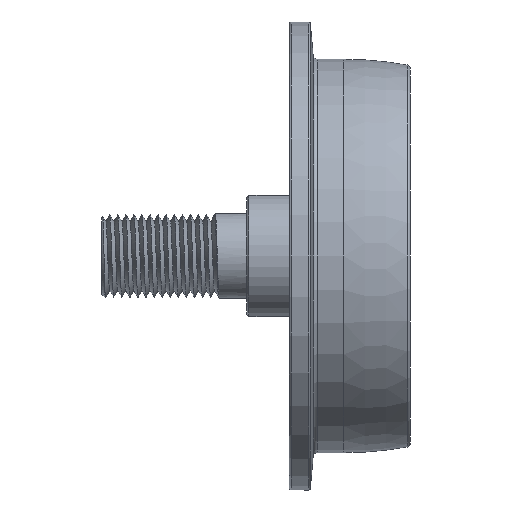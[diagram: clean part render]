
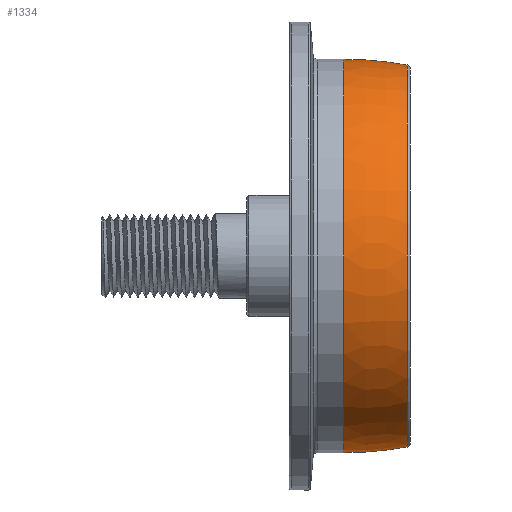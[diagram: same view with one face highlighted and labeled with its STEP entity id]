
A CAD part, front view. The second image highlights one B-rep face of the part: STEP entity #1334.
In plain terms, the highlighted toroidal (fillet/blend) face has major radius 77.5 mm and minor radius 175 mm.
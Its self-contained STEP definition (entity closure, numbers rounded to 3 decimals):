
#98 = ORIENTED_EDGE ( 'NONE', *, *, #16060, .T. ) ;
#563 = EDGE_CURVE ( 'NONE', #31121, #16838, #29573, .T. ) ;
#1334 = ADVANCED_FACE ( 'NONE', ( #8614 ), #26932, .T. ) ;
#2445 = EDGE_CURVE ( 'NONE', #16838, #29803, #26741, .T. ) ;
#2770 = AXIS2_PLACEMENT_3D ( 'NONE', #19856, #19698, #24949 ) ;
#2816 = EDGE_LOOP ( 'NONE', ( #6102, #98, #4374, #8852 ) ) ;
#2884 = DIRECTION ( 'NONE',  ( -1., 0., 0. ) ) ;
#3158 = VERTEX_POINT ( 'NONE', #19569 ) ;
#3198 = CARTESIAN_POINT ( 'NONE',  ( 27.1, 0., 0. ) ) ;
#3381 = CARTESIAN_POINT ( 'NONE',  ( 27.1, 0., 97.5 ) ) ;
#3617 = AXIS2_PLACEMENT_3D ( 'NONE', #3198, #3857, #18656 ) ;
#3857 = DIRECTION ( 'NONE',  ( -1., 0., 0. ) ) ;
#4374 = ORIENTED_EDGE ( 'NONE', *, *, #8064, .T. ) ;
#5081 = CARTESIAN_POINT ( 'NONE',  ( 27.1, 0., -77.5 ) ) ;
#6102 = ORIENTED_EDGE ( 'NONE', *, *, #563, .F. ) ;
#6287 = CARTESIAN_POINT ( 'NONE',  ( 58.357, 0., -94.686 ) ) ;
#7141 = DIRECTION ( 'NONE',  ( 0., 0., 1. ) ) ;
#7397 = AXIS2_PLACEMENT_3D ( 'NONE', #5081, #32251, #12657 ) ;
#8064 = EDGE_CURVE ( 'NONE', #3158, #29803, #13183, .T. ) ;
#8614 = FACE_OUTER_BOUND ( 'NONE', #2816, .T. ) ;
#8852 = ORIENTED_EDGE ( 'NONE', *, *, #2445, .F. ) ;
#12657 = DIRECTION ( 'NONE',  ( 0., 0., -1. ) ) ;
#13183 = CIRCLE ( 'NONE', #7397, 175. ) ;
#13658 = AXIS2_PLACEMENT_3D ( 'NONE', #15212, #2884, #25248 ) ;
#15212 = CARTESIAN_POINT ( 'NONE',  ( 58.357, 0., 0. ) ) ;
#16060 = EDGE_CURVE ( 'NONE', #31121, #3158, #30991, .T. ) ;
#16838 = VERTEX_POINT ( 'NONE', #25732 ) ;
#18656 = DIRECTION ( 'NONE',  ( 0., 0., 1. ) ) ;
#19569 = CARTESIAN_POINT ( 'NONE',  ( 58.357, 0., 94.686 ) ) ;
#19655 = DIRECTION ( 'NONE',  ( -1., 0., 0. ) ) ;
#19698 = DIRECTION ( 'NONE',  ( 0., 1., 0. ) ) ;
#19856 = CARTESIAN_POINT ( 'NONE',  ( 27.1, 0., 77.5 ) ) ;
#20133 = CARTESIAN_POINT ( 'NONE',  ( 27.1, 0., 0. ) ) ;
#24949 = DIRECTION ( 'NONE',  ( 0., 0., 1. ) ) ;
#25248 = DIRECTION ( 'NONE',  ( 0., 0., 1. ) ) ;
#25732 = CARTESIAN_POINT ( 'NONE',  ( 27.1, 0., -97.5 ) ) ;
#26741 = CIRCLE ( 'NONE', #30434, 97.5 ) ;
#26932 = TOROIDAL_SURFACE ( 'NONE', #3617, -77.5, 175. ) ;
#29573 = CIRCLE ( 'NONE', #2770, 175. ) ;
#29803 = VERTEX_POINT ( 'NONE', #3381 ) ;
#30434 = AXIS2_PLACEMENT_3D ( 'NONE', #20133, #19655, #7141 ) ;
#30991 = CIRCLE ( 'NONE', #13658, 94.686 ) ;
#31121 = VERTEX_POINT ( 'NONE', #6287 ) ;
#32251 = DIRECTION ( 'NONE',  ( 0., -1., 0. ) ) ;
